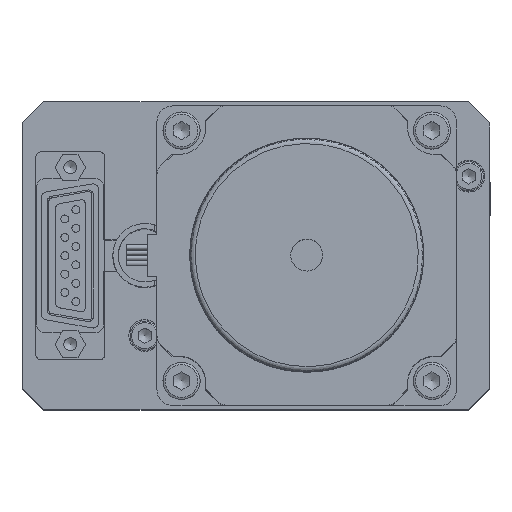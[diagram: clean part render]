
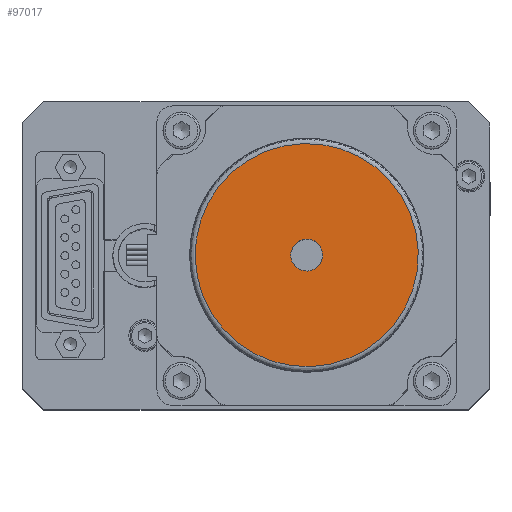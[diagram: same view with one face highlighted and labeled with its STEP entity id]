
A CAD part, top view. The second image highlights one B-rep face of the part: STEP entity #97017.
In plain terms, the highlighted planar face has unit normal (0, 0, 1).
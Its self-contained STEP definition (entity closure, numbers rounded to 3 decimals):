
#96572 = VERTEX_POINT('',#96573);
#96573 = CARTESIAN_POINT('',(41.767,38.654,129.5));
#96578 = EDGE_CURVE('',#96572,#96572,#96579,.T.);
#96579 = CIRCLE('',#96580,21.);
#96580 = AXIS2_PLACEMENT_3D('',#96581,#96582,#96583);
#96581 = CARTESIAN_POINT('',(28.912,22.048,129.5));
#96582 = DIRECTION('',(0.,0.,1.));
#96583 = DIRECTION('',(0.612,0.791,-0.));
#97017 = ADVANCED_FACE('',(#97018,#97021),#97041,.T.);
#97018 = FACE_BOUND('',#97019,.T.);
#97019 = EDGE_LOOP('',(#97020));
#97020 = ORIENTED_EDGE('',*,*,#96578,.T.);
#97021 = FACE_BOUND('',#97022,.T.);
#97022 = EDGE_LOOP('',(#97023,#97034));
#97023 = ORIENTED_EDGE('',*,*,#97024,.F.);
#97024 = EDGE_CURVE('',#97025,#97027,#97029,.T.);
#97025 = VERTEX_POINT('',#97026);
#97026 = CARTESIAN_POINT('',(31.285,20.211,129.5));
#97027 = VERTEX_POINT('',#97028);
#97028 = CARTESIAN_POINT('',(30.749,24.42,129.5));
#97029 = CIRCLE('',#97030,3.);
#97030 = AXIS2_PLACEMENT_3D('',#97031,#97032,#97033);
#97031 = CARTESIAN_POINT('',(28.912,22.048,129.5));
#97032 = DIRECTION('',(0.,0.,1.));
#97033 = DIRECTION('',(0.791,-0.612,0.));
#97034 = ORIENTED_EDGE('',*,*,#97035,.F.);
#97035 = EDGE_CURVE('',#97027,#97025,#97036,.T.);
#97036 = CIRCLE('',#97037,3.);
#97037 = AXIS2_PLACEMENT_3D('',#97038,#97039,#97040);
#97038 = CARTESIAN_POINT('',(28.912,22.048,129.5));
#97039 = DIRECTION('',(0.,0.,1.));
#97040 = DIRECTION('',(0.612,0.791,-0.));
#97041 = PLANE('',#97042);
#97042 = AXIS2_PLACEMENT_3D('',#97043,#97044,#97045);
#97043 = CARTESIAN_POINT('',(36.258,31.537,129.5));
#97044 = DIRECTION('',(0.,0.,1.));
#97045 = DIRECTION('',(0.791,-0.612,0.));
